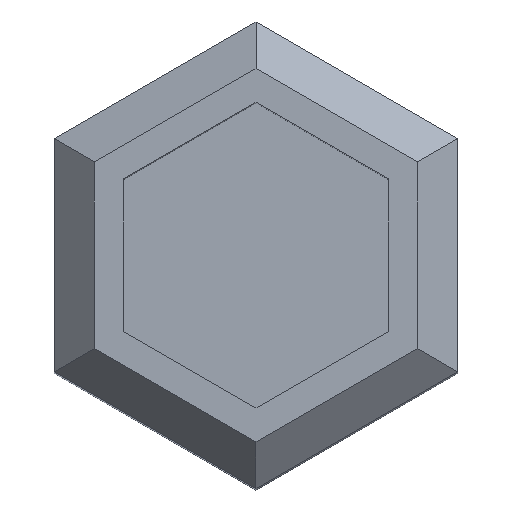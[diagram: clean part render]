
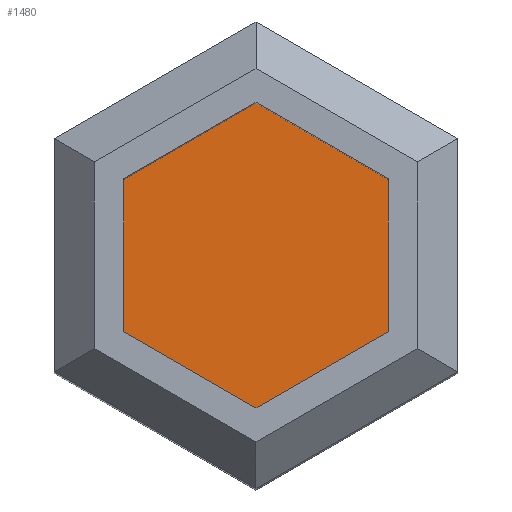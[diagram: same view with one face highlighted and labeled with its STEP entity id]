
A CAD part, top view. The second image highlights one B-rep face of the part: STEP entity #1480.
In plain terms, the highlighted planar face has unit normal (0, 0, 1).
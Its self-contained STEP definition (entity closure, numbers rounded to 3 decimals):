
#759 = PLANE('',#760);
#760 = AXIS2_PLACEMENT_3D('',#761,#762,#763);
#761 = CARTESIAN_POINT('',(3.275,1.891,22.5));
#762 = DIRECTION('',(0.5,0.866,-0.));
#763 = DIRECTION('',(-0.866,0.5,0.));
#787 = PLANE('',#788);
#788 = AXIS2_PLACEMENT_3D('',#789,#790,#791);
#789 = CARTESIAN_POINT('',(3.275,-1.891,22.5));
#790 = DIRECTION('',(1.,0.,-0.));
#791 = DIRECTION('',(0.,1.,0.));
#815 = PLANE('',#816);
#816 = AXIS2_PLACEMENT_3D('',#817,#818,#819);
#817 = CARTESIAN_POINT('',(0.,-3.782,22.5));
#818 = DIRECTION('',(0.5,-0.866,0.));
#819 = DIRECTION('',(0.866,0.5,0.));
#843 = PLANE('',#844);
#844 = AXIS2_PLACEMENT_3D('',#845,#846,#847);
#845 = CARTESIAN_POINT('',(-3.275,-1.891,22.5));
#846 = DIRECTION('',(-0.5,-0.866,0.));
#847 = DIRECTION('',(0.866,-0.5,0.));
#871 = PLANE('',#872);
#872 = AXIS2_PLACEMENT_3D('',#873,#874,#875);
#873 = CARTESIAN_POINT('',(-3.275,1.891,22.5));
#874 = DIRECTION('',(-1.,0.,0.));
#875 = DIRECTION('',(0.,-1.,0.));
#897 = PLANE('',#898);
#898 = AXIS2_PLACEMENT_3D('',#899,#900,#901);
#899 = CARTESIAN_POINT('',(0.,3.782,22.5));
#900 = DIRECTION('',(-0.5,0.866,0.));
#901 = DIRECTION('',(-0.866,-0.5,0.));
#1181 = VERTEX_POINT('',#1182);
#1182 = CARTESIAN_POINT('',(3.275,1.891,10.5));
#1203 = EDGE_CURVE('',#1181,#1204,#1206,.T.);
#1204 = VERTEX_POINT('',#1205);
#1205 = CARTESIAN_POINT('',(0.,3.782,10.5));
#1206 = SURFACE_CURVE('',#1207,(#1211,#1218),.PCURVE_S1.);
#1207 = LINE('',#1208,#1209);
#1208 = CARTESIAN_POINT('',(3.275,1.891,10.5));
#1209 = VECTOR('',#1210,1.);
#1210 = DIRECTION('',(-0.866,0.5,0.));
#1211 = PCURVE('',#759,#1212);
#1212 = DEFINITIONAL_REPRESENTATION('',(#1213),#1217);
#1213 = LINE('',#1214,#1215);
#1214 = CARTESIAN_POINT('',(0.,-12.));
#1215 = VECTOR('',#1216,1.);
#1216 = DIRECTION('',(1.,0.));
#1217 = ( GEOMETRIC_REPRESENTATION_CONTEXT(2) 
PARAMETRIC_REPRESENTATION_CONTEXT() REPRESENTATION_CONTEXT('2D SPACE',''
  ) );
#1218 = PCURVE('',#1219,#1224);
#1219 = PLANE('',#1220);
#1220 = AXIS2_PLACEMENT_3D('',#1221,#1222,#1223);
#1221 = CARTESIAN_POINT('',(0.,0.,10.5)
  );
#1222 = DIRECTION('',(0.,0.,1.));
#1223 = DIRECTION('',(1.,0.,0.));
#1224 = DEFINITIONAL_REPRESENTATION('',(#1225),#1229);
#1225 = LINE('',#1226,#1227);
#1226 = CARTESIAN_POINT('',(3.275,1.891));
#1227 = VECTOR('',#1228,1.);
#1228 = DIRECTION('',(-0.866,0.5));
#1229 = ( GEOMETRIC_REPRESENTATION_CONTEXT(2) 
PARAMETRIC_REPRESENTATION_CONTEXT() REPRESENTATION_CONTEXT('2D SPACE',''
  ) );
#1257 = EDGE_CURVE('',#1204,#1258,#1260,.T.);
#1258 = VERTEX_POINT('',#1259);
#1259 = CARTESIAN_POINT('',(-3.275,1.891,10.5));
#1260 = SURFACE_CURVE('',#1261,(#1265,#1272),.PCURVE_S1.);
#1261 = LINE('',#1262,#1263);
#1262 = CARTESIAN_POINT('',(0.,3.782,10.5));
#1263 = VECTOR('',#1264,1.);
#1264 = DIRECTION('',(-0.866,-0.5,0.));
#1265 = PCURVE('',#897,#1266);
#1266 = DEFINITIONAL_REPRESENTATION('',(#1267),#1271);
#1267 = LINE('',#1268,#1269);
#1268 = CARTESIAN_POINT('',(-0.,-12.));
#1269 = VECTOR('',#1270,1.);
#1270 = DIRECTION('',(1.,0.));
#1271 = ( GEOMETRIC_REPRESENTATION_CONTEXT(2) 
PARAMETRIC_REPRESENTATION_CONTEXT() REPRESENTATION_CONTEXT('2D SPACE',''
  ) );
#1272 = PCURVE('',#1219,#1273);
#1273 = DEFINITIONAL_REPRESENTATION('',(#1274),#1278);
#1274 = LINE('',#1275,#1276);
#1275 = CARTESIAN_POINT('',(0.,3.782));
#1276 = VECTOR('',#1277,1.);
#1277 = DIRECTION('',(-0.866,-0.5));
#1278 = ( GEOMETRIC_REPRESENTATION_CONTEXT(2) 
PARAMETRIC_REPRESENTATION_CONTEXT() REPRESENTATION_CONTEXT('2D SPACE',''
  ) );
#1306 = EDGE_CURVE('',#1258,#1307,#1309,.T.);
#1307 = VERTEX_POINT('',#1308);
#1308 = CARTESIAN_POINT('',(-3.275,-1.891,10.5));
#1309 = SURFACE_CURVE('',#1310,(#1314,#1321),.PCURVE_S1.);
#1310 = LINE('',#1311,#1312);
#1311 = CARTESIAN_POINT('',(-3.275,1.891,10.5));
#1312 = VECTOR('',#1313,1.);
#1313 = DIRECTION('',(0.,-1.,0.));
#1314 = PCURVE('',#871,#1315);
#1315 = DEFINITIONAL_REPRESENTATION('',(#1316),#1320);
#1316 = LINE('',#1317,#1318);
#1317 = CARTESIAN_POINT('',(-0.,-12.));
#1318 = VECTOR('',#1319,1.);
#1319 = DIRECTION('',(1.,0.));
#1320 = ( GEOMETRIC_REPRESENTATION_CONTEXT(2) 
PARAMETRIC_REPRESENTATION_CONTEXT() REPRESENTATION_CONTEXT('2D SPACE',''
  ) );
#1321 = PCURVE('',#1219,#1322);
#1322 = DEFINITIONAL_REPRESENTATION('',(#1323),#1327);
#1323 = LINE('',#1324,#1325);
#1324 = CARTESIAN_POINT('',(-3.275,1.891));
#1325 = VECTOR('',#1326,1.);
#1326 = DIRECTION('',(0.,-1.));
#1327 = ( GEOMETRIC_REPRESENTATION_CONTEXT(2) 
PARAMETRIC_REPRESENTATION_CONTEXT() REPRESENTATION_CONTEXT('2D SPACE',''
  ) );
#1355 = EDGE_CURVE('',#1307,#1356,#1358,.T.);
#1356 = VERTEX_POINT('',#1357);
#1357 = CARTESIAN_POINT('',(0.,-3.782,10.5));
#1358 = SURFACE_CURVE('',#1359,(#1363,#1370),.PCURVE_S1.);
#1359 = LINE('',#1360,#1361);
#1360 = CARTESIAN_POINT('',(-3.275,-1.891,10.5));
#1361 = VECTOR('',#1362,1.);
#1362 = DIRECTION('',(0.866,-0.5,0.));
#1363 = PCURVE('',#843,#1364);
#1364 = DEFINITIONAL_REPRESENTATION('',(#1365),#1369);
#1365 = LINE('',#1366,#1367);
#1366 = CARTESIAN_POINT('',(0.,-12.));
#1367 = VECTOR('',#1368,1.);
#1368 = DIRECTION('',(1.,0.));
#1369 = ( GEOMETRIC_REPRESENTATION_CONTEXT(2) 
PARAMETRIC_REPRESENTATION_CONTEXT() REPRESENTATION_CONTEXT('2D SPACE',''
  ) );
#1370 = PCURVE('',#1219,#1371);
#1371 = DEFINITIONAL_REPRESENTATION('',(#1372),#1376);
#1372 = LINE('',#1373,#1374);
#1373 = CARTESIAN_POINT('',(-3.275,-1.891));
#1374 = VECTOR('',#1375,1.);
#1375 = DIRECTION('',(0.866,-0.5));
#1376 = ( GEOMETRIC_REPRESENTATION_CONTEXT(2) 
PARAMETRIC_REPRESENTATION_CONTEXT() REPRESENTATION_CONTEXT('2D SPACE',''
  ) );
#1404 = EDGE_CURVE('',#1356,#1405,#1407,.T.);
#1405 = VERTEX_POINT('',#1406);
#1406 = CARTESIAN_POINT('',(3.275,-1.891,10.5));
#1407 = SURFACE_CURVE('',#1408,(#1412,#1419),.PCURVE_S1.);
#1408 = LINE('',#1409,#1410);
#1409 = CARTESIAN_POINT('',(0.,-3.782,10.5));
#1410 = VECTOR('',#1411,1.);
#1411 = DIRECTION('',(0.866,0.5,0.));
#1412 = PCURVE('',#815,#1413);
#1413 = DEFINITIONAL_REPRESENTATION('',(#1414),#1418);
#1414 = LINE('',#1415,#1416);
#1415 = CARTESIAN_POINT('',(0.,-12.));
#1416 = VECTOR('',#1417,1.);
#1417 = DIRECTION('',(1.,0.));
#1418 = ( GEOMETRIC_REPRESENTATION_CONTEXT(2) 
PARAMETRIC_REPRESENTATION_CONTEXT() REPRESENTATION_CONTEXT('2D SPACE',''
  ) );
#1419 = PCURVE('',#1219,#1420);
#1420 = DEFINITIONAL_REPRESENTATION('',(#1421),#1425);
#1421 = LINE('',#1422,#1423);
#1422 = CARTESIAN_POINT('',(0.,-3.782));
#1423 = VECTOR('',#1424,1.);
#1424 = DIRECTION('',(0.866,0.5));
#1425 = ( GEOMETRIC_REPRESENTATION_CONTEXT(2) 
PARAMETRIC_REPRESENTATION_CONTEXT() REPRESENTATION_CONTEXT('2D SPACE',''
  ) );
#1453 = EDGE_CURVE('',#1405,#1181,#1454,.T.);
#1454 = SURFACE_CURVE('',#1455,(#1459,#1466),.PCURVE_S1.);
#1455 = LINE('',#1456,#1457);
#1456 = CARTESIAN_POINT('',(3.275,-1.891,10.5));
#1457 = VECTOR('',#1458,1.);
#1458 = DIRECTION('',(0.,1.,0.));
#1459 = PCURVE('',#787,#1460);
#1460 = DEFINITIONAL_REPRESENTATION('',(#1461),#1465);
#1461 = LINE('',#1462,#1463);
#1462 = CARTESIAN_POINT('',(0.,-12.));
#1463 = VECTOR('',#1464,1.);
#1464 = DIRECTION('',(1.,0.));
#1465 = ( GEOMETRIC_REPRESENTATION_CONTEXT(2) 
PARAMETRIC_REPRESENTATION_CONTEXT() REPRESENTATION_CONTEXT('2D SPACE',''
  ) );
#1466 = PCURVE('',#1219,#1467);
#1467 = DEFINITIONAL_REPRESENTATION('',(#1468),#1472);
#1468 = LINE('',#1469,#1470);
#1469 = CARTESIAN_POINT('',(3.275,-1.891));
#1470 = VECTOR('',#1471,1.);
#1471 = DIRECTION('',(0.,1.));
#1472 = ( GEOMETRIC_REPRESENTATION_CONTEXT(2) 
PARAMETRIC_REPRESENTATION_CONTEXT() REPRESENTATION_CONTEXT('2D SPACE',''
  ) );
#1480 = ADVANCED_FACE('',(#1481),#1219,.T.);
#1481 = FACE_BOUND('',#1482,.T.);
#1482 = EDGE_LOOP('',(#1483,#1484,#1485,#1486,#1487,#1488));
#1483 = ORIENTED_EDGE('',*,*,#1203,.T.);
#1484 = ORIENTED_EDGE('',*,*,#1257,.T.);
#1485 = ORIENTED_EDGE('',*,*,#1306,.T.);
#1486 = ORIENTED_EDGE('',*,*,#1355,.T.);
#1487 = ORIENTED_EDGE('',*,*,#1404,.T.);
#1488 = ORIENTED_EDGE('',*,*,#1453,.T.);
